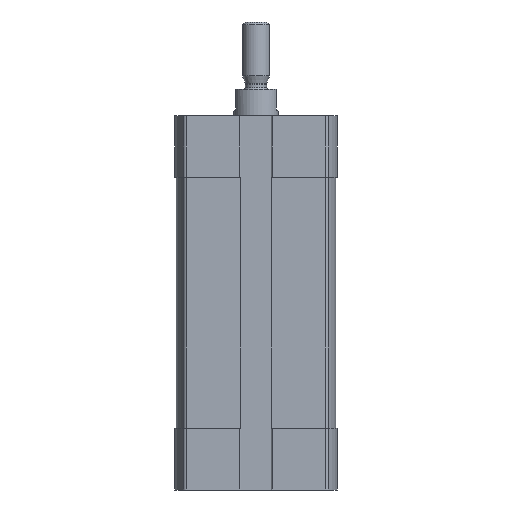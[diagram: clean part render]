
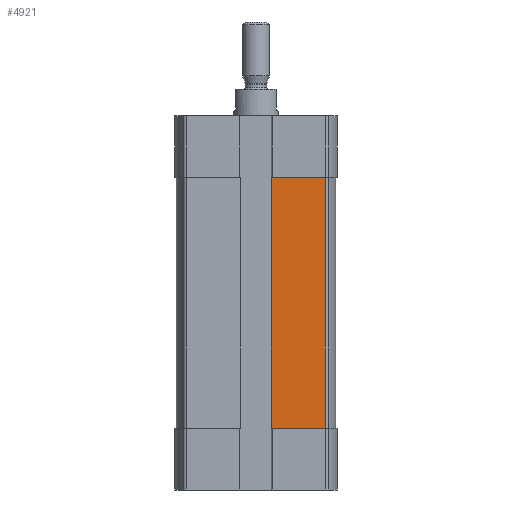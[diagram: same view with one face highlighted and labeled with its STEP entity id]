
A CAD part, left-side view. The second image highlights one B-rep face of the part: STEP entity #4921.
In plain terms, the highlighted planar face has unit normal (-1, 0, 0).
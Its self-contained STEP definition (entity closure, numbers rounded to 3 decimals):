
#73=PLANE('',#5361);
#295=LINE('',#7547,#693);
#393=LINE('',#7892,#791);
#396=LINE('',#7904,#794);
#399=LINE('',#7908,#797);
#693=VECTOR('',#5872,1000.);
#791=VECTOR('',#6236,1000.);
#794=VECTOR('',#6249,1000.);
#797=VECTOR('',#6254,1000.);
#1770=ORIENTED_EDGE('',*,*,#2944,.T.);
#1771=ORIENTED_EDGE('',*,*,#2935,.T.);
#1772=ORIENTED_EDGE('',*,*,#2941,.F.);
#1773=ORIENTED_EDGE('',*,*,#2761,.F.);
#2761=EDGE_CURVE('',#3437,#3438,#295,.T.);
#2935=EDGE_CURVE('',#3552,#3550,#393,.T.);
#2941=EDGE_CURVE('',#3438,#3550,#396,.T.);
#2944=EDGE_CURVE('',#3437,#3552,#399,.T.);
#3437=VERTEX_POINT('',#7546);
#3438=VERTEX_POINT('',#7548);
#3550=VERTEX_POINT('',#7890);
#3552=VERTEX_POINT('',#7893);
#4113=EDGE_LOOP('',(#1770,#1771,#1772,#1773));
#4515=FACE_BOUND('',#4113,.T.);
#4921=ADVANCED_FACE('',(#4515),#73,.T.);
#5361=AXIS2_PLACEMENT_3D('',#7909,#6255,#6256);
#5872=DIRECTION('',(0.,0.,1.));
#6236=DIRECTION('',(0.,0.,1.));
#6249=DIRECTION('',(0.,-1.,0.));
#6254=DIRECTION('',(0.,-1.,0.));
#6255=DIRECTION('',(-1.,0.,0.));
#6256=DIRECTION('',(0.,0.,1.));
#7546=CARTESIAN_POINT('',(-14.25,-2.7,-55.75));
#7547=CARTESIAN_POINT('',(-14.25,-2.7,-66.75));
#7548=CARTESIAN_POINT('',(-14.25,-2.7,-11.));
#7890=CARTESIAN_POINT('',(-14.25,-12.347,-11.));
#7892=CARTESIAN_POINT('',(-14.25,-12.347,-55.75));
#7893=CARTESIAN_POINT('',(-14.25,-12.347,-55.75));
#7904=CARTESIAN_POINT('',(-14.25,12.347,-11.));
#7908=CARTESIAN_POINT('',(-14.25,12.347,-55.75));
#7909=CARTESIAN_POINT('',(-14.25,12.347,-55.75));
